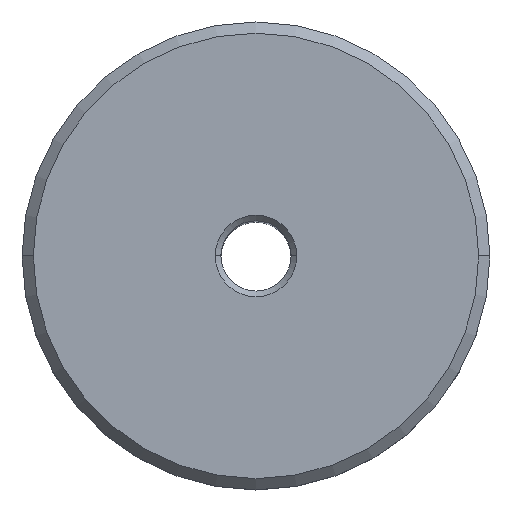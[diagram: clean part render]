
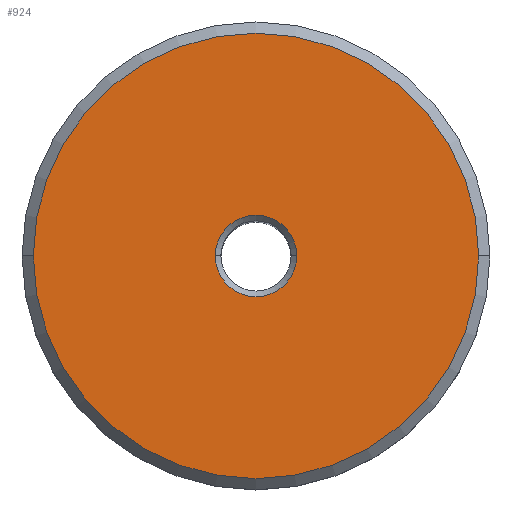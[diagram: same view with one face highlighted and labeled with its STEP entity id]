
A CAD part, top view. The second image highlights one B-rep face of the part: STEP entity #924.
In plain terms, the highlighted planar face has unit normal (0, 0, 1).
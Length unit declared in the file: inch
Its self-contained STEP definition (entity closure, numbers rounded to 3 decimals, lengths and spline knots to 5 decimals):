
#32 = CIRCLE ( 'NONE', #616, 0.10875 ) ;
#57 = EDGE_CURVE ( 'NONE', #443, #413, #32, .T. ) ;
#118 = CARTESIAN_POINT ( 'NONE',  ( 0., 0., 0. ) ) ;
#120 = CARTESIAN_POINT ( 'NONE',  ( 0., 0.625, 0. ) ) ;
#161 = ORIENTED_EDGE ( 'NONE', *, *, #728, .T. ) ;
#173 = ORIENTED_EDGE ( 'NONE', *, *, #177, .T. ) ;
#177 = EDGE_CURVE ( 'NONE', #413, #443, #650, .T. ) ;
#236 = CARTESIAN_POINT ( 'NONE',  ( 0.10875, 0., 0. ) ) ;
#239 = VERTEX_POINT ( 'NONE', #725 ) ;
#273 = DIRECTION ( 'NONE',  ( 0., 0., 1. ) ) ;
#342 = CARTESIAN_POINT ( 'NONE',  ( -0.10875, 0., 0. ) ) ;
#384 = EDGE_LOOP ( 'NONE', ( #547, #173 ) ) ;
#413 = VERTEX_POINT ( 'NONE', #342 ) ;
#424 = ORIENTED_EDGE ( 'NONE', *, *, #469, .T. ) ;
#443 = VERTEX_POINT ( 'NONE', #236 ) ;
#463 = FACE_OUTER_BOUND ( 'NONE', #899, .T. ) ;
#469 = EDGE_CURVE ( 'NONE', #239, #1018, #1047, .T. ) ;
#486 = CARTESIAN_POINT ( 'NONE',  ( -0.595, 0., 0. ) ) ;
#531 = AXIS2_PLACEMENT_3D ( 'NONE', #687, #273, #1031 ) ;
#541 = AXIS2_PLACEMENT_3D ( 'NONE', #120, #632, #1059 ) ;
#547 = ORIENTED_EDGE ( 'NONE', *, *, #57, .T. ) ;
#559 = DIRECTION ( 'NONE',  ( 0., 0., -1. ) ) ;
#616 = AXIS2_PLACEMENT_3D ( 'NONE', #691, #620, #1052 ) ;
#620 = DIRECTION ( 'NONE',  ( 0., 0., -1. ) ) ;
#628 = AXIS2_PLACEMENT_3D ( 'NONE', #749, #1014, #914 ) ;
#632 = DIRECTION ( 'NONE',  ( 0., 0., -1. ) ) ;
#638 = FACE_BOUND ( 'NONE', #384, .T. ) ;
#650 = CIRCLE ( 'NONE', #1069, 0.10875 ) ;
#687 = CARTESIAN_POINT ( 'NONE',  ( 0., 0., 0. ) ) ;
#691 = CARTESIAN_POINT ( 'NONE',  ( 0., 0., 0. ) ) ;
#725 = CARTESIAN_POINT ( 'NONE',  ( 0.595, 0., 0. ) ) ;
#728 = EDGE_CURVE ( 'NONE', #1018, #239, #1010, .T. ) ;
#749 = CARTESIAN_POINT ( 'NONE',  ( 0., 0., 0. ) ) ;
#812 = PLANE ( 'NONE',  #541 ) ;
#899 = EDGE_LOOP ( 'NONE', ( #161, #424 ) ) ;
#914 = DIRECTION ( 'NONE',  ( -1., 0., 0. ) ) ;
#924 = ADVANCED_FACE ( 'NONE', ( #463, #638 ), #812, .F. ) ;
#992 = DIRECTION ( 'NONE',  ( -1., 0., 0. ) ) ;
#1010 = CIRCLE ( 'NONE', #531, 0.595 ) ;
#1014 = DIRECTION ( 'NONE',  ( 0., 0., 1. ) ) ;
#1018 = VERTEX_POINT ( 'NONE', #486 ) ;
#1031 = DIRECTION ( 'NONE',  ( -1., 0., 0. ) ) ;
#1047 = CIRCLE ( 'NONE', #628, 0.595 ) ;
#1052 = DIRECTION ( 'NONE',  ( -1., 0., 0. ) ) ;
#1059 = DIRECTION ( 'NONE',  ( -1., 0., 0. ) ) ;
#1069 = AXIS2_PLACEMENT_3D ( 'NONE', #118, #559, #992 ) ;
